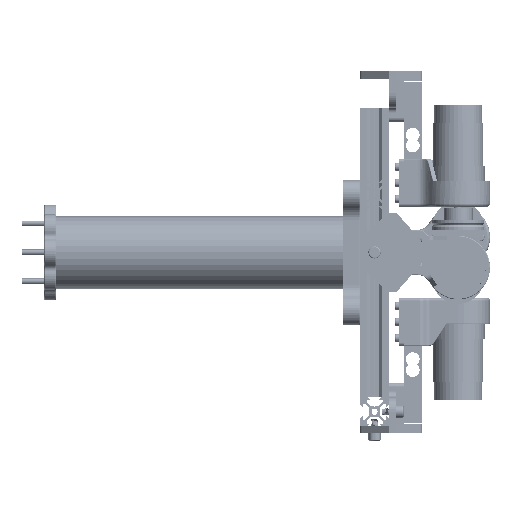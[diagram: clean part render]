
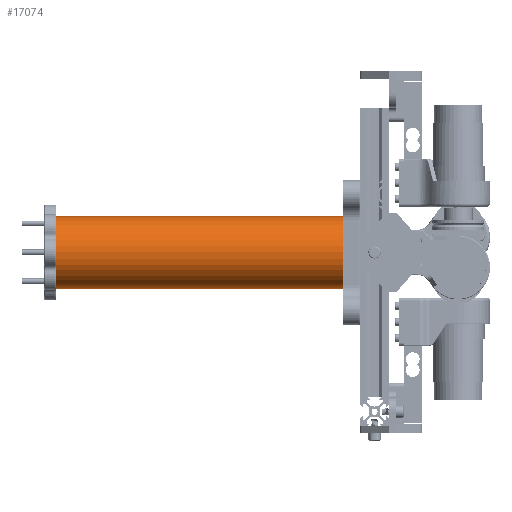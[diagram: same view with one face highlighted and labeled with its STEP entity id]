
A CAD part, left-side view. The second image highlights one B-rep face of the part: STEP entity #17074.
In plain terms, the highlighted cylindrical face has radius 25 mm (diameter 50 mm), a full revolution.
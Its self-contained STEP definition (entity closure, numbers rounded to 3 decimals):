
#2023=FACE_OUTER_BOUND('',#3011,.T.);
#3011=EDGE_LOOP('',(#11685,#11686,#11687,#11688));
#4203=LINE('',#25533,#5476);
#5476=VECTOR('',#20321,25.);
#6753=CIRCLE('',#18326,25.);
#6754=CIRCLE('',#18327,25.);
#7547=VERTEX_POINT('',#25530);
#7548=VERTEX_POINT('',#25532);
#9166=EDGE_CURVE('',#7547,#7547,#6753,.T.);
#9167=EDGE_CURVE('',#7547,#7548,#4203,.T.);
#9168=EDGE_CURVE('',#7548,#7548,#6754,.T.);
#11685=ORIENTED_EDGE('',*,*,#9166,.F.);
#11686=ORIENTED_EDGE('',*,*,#9167,.T.);
#11687=ORIENTED_EDGE('',*,*,#9168,.T.);
#11688=ORIENTED_EDGE('',*,*,#9167,.F.);
#16703=CYLINDRICAL_SURFACE('',#18325,25.);
#17074=ADVANCED_FACE('',(#2023),#16703,.T.);
#18325=AXIS2_PLACEMENT_3D('',#25529,#20317,#20318);
#18326=AXIS2_PLACEMENT_3D('',#25531,#20319,#20320);
#18327=AXIS2_PLACEMENT_3D('',#25534,#20322,#20323);
#20317=DIRECTION('center_axis',(0.,1.,0.));
#20318=DIRECTION('ref_axis',(1.,0.,0.));
#20319=DIRECTION('center_axis',(0.,1.,0.));
#20320=DIRECTION('ref_axis',(1.,0.,0.));
#20321=DIRECTION('',(0.,-1.,0.));
#20322=DIRECTION('center_axis',(0.,1.,0.));
#20323=DIRECTION('ref_axis',(1.,0.,0.));
#25529=CARTESIAN_POINT('Origin',(0.,0.,0.));
#25530=CARTESIAN_POINT('',(-25.,200.,0.));
#25531=CARTESIAN_POINT('Origin',(0.,200.,0.));
#25532=CARTESIAN_POINT('',(-25.,0.,0.));
#25533=CARTESIAN_POINT('',(-25.,0.,0.));
#25534=CARTESIAN_POINT('Origin',(0.,0.,0.));
